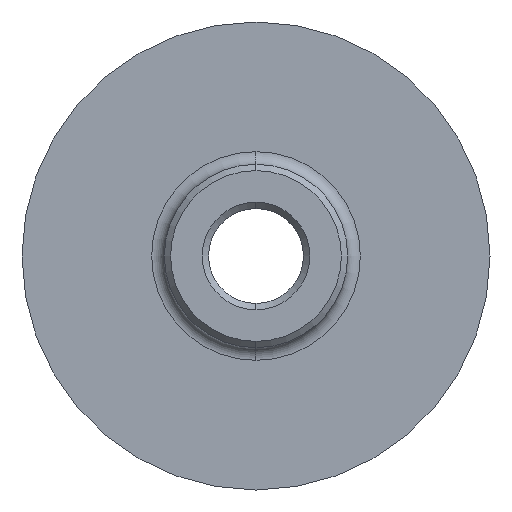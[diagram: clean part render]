
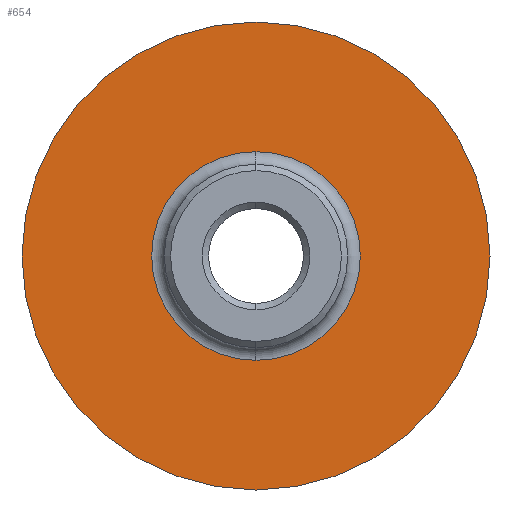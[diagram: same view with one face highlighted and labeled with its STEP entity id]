
A CAD part, left-side view. The second image highlights one B-rep face of the part: STEP entity #654.
In plain terms, the highlighted planar face has unit normal (-1, 0, 0).
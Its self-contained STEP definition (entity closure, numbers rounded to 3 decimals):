
#35 = VERTEX_POINT ( 'NONE', #598 ) ;
#41 = DIRECTION ( 'NONE',  ( 0., 0., 1. ) ) ;
#48 = AXIS2_PLACEMENT_3D ( 'NONE', #837, #577, #487 ) ;
#101 = DIRECTION ( 'NONE',  ( 0., 0., 1. ) ) ;
#131 = CARTESIAN_POINT ( 'NONE',  ( -42.5, 0., -16.5 ) ) ;
#160 = ORIENTED_EDGE ( 'NONE', *, *, #632, .F. ) ;
#184 = AXIS2_PLACEMENT_3D ( 'NONE', #1058, #890, #101 ) ;
#220 = CIRCLE ( 'NONE', #48, 16.5 ) ;
#225 = FACE_BOUND ( 'NONE', #1095, .T. ) ;
#231 = DIRECTION ( 'NONE',  ( 0., 0., -1. ) ) ;
#353 = EDGE_CURVE ( 'NONE', #930, #1111, #724, .T. ) ;
#358 = CARTESIAN_POINT ( 'NONE',  ( -42.5, 0., 37. ) ) ;
#369 = EDGE_CURVE ( 'NONE', #555, #35, #220, .T. ) ;
#389 = CARTESIAN_POINT ( 'NONE',  ( -42.5, 0., 0. ) ) ;
#403 = PLANE ( 'NONE',  #1003 ) ;
#414 = CARTESIAN_POINT ( 'NONE',  ( -42.5, 37., 0. ) ) ;
#482 = DIRECTION ( 'NONE',  ( -1., 0., 0. ) ) ;
#487 = DIRECTION ( 'NONE',  ( 0., 0., 1. ) ) ;
#515 = AXIS2_PLACEMENT_3D ( 'NONE', #389, #562, #41 ) ;
#555 = VERTEX_POINT ( 'NONE', #131 ) ;
#562 = DIRECTION ( 'NONE',  ( -1., 0., 0. ) ) ;
#577 = DIRECTION ( 'NONE',  ( -1., 0., 0. ) ) ;
#582 = CIRCLE ( 'NONE', #874, 16.5 ) ;
#594 = DIRECTION ( 'NONE',  ( 0., 0., 1. ) ) ;
#598 = CARTESIAN_POINT ( 'NONE',  ( -42.5, 0., 16.5 ) ) ;
#632 = EDGE_CURVE ( 'NONE', #35, #555, #582, .T. ) ;
#654 = ADVANCED_FACE ( 'NONE', ( #225, #844 ), #403, .F. ) ;
#657 = ORIENTED_EDGE ( 'NONE', *, *, #353, .T. ) ;
#724 = CIRCLE ( 'NONE', #515, 37. ) ;
#748 = CARTESIAN_POINT ( 'NONE',  ( -42.5, 0., 0. ) ) ;
#756 = DIRECTION ( 'NONE',  ( 1., 0., 0. ) ) ;
#802 = EDGE_LOOP ( 'NONE', ( #1085, #657 ) ) ;
#837 = CARTESIAN_POINT ( 'NONE',  ( -42.5, 0., 0. ) ) ;
#844 = FACE_OUTER_BOUND ( 'NONE', #802, .T. ) ;
#868 = ORIENTED_EDGE ( 'NONE', *, *, #369, .F. ) ;
#874 = AXIS2_PLACEMENT_3D ( 'NONE', #748, #482, #594 ) ;
#884 = CIRCLE ( 'NONE', #184, 37. ) ;
#890 = DIRECTION ( 'NONE',  ( -1., 0., 0. ) ) ;
#907 = EDGE_CURVE ( 'NONE', #1111, #930, #884, .T. ) ;
#930 = VERTEX_POINT ( 'NONE', #950 ) ;
#950 = CARTESIAN_POINT ( 'NONE',  ( -42.5, 0., -37. ) ) ;
#1003 = AXIS2_PLACEMENT_3D ( 'NONE', #414, #756, #231 ) ;
#1058 = CARTESIAN_POINT ( 'NONE',  ( -42.5, 0., 0. ) ) ;
#1085 = ORIENTED_EDGE ( 'NONE', *, *, #907, .T. ) ;
#1095 = EDGE_LOOP ( 'NONE', ( #160, #868 ) ) ;
#1111 = VERTEX_POINT ( 'NONE', #358 ) ;
